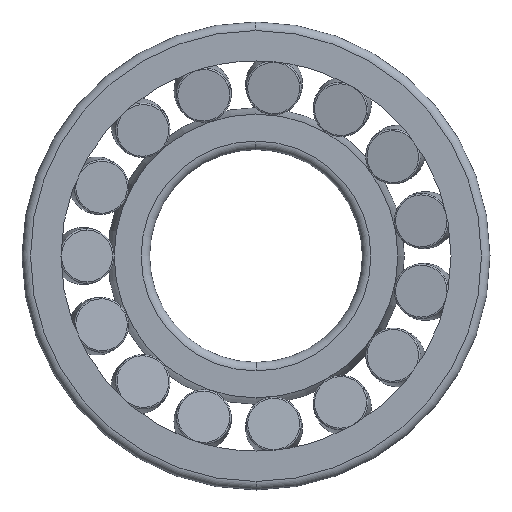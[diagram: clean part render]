
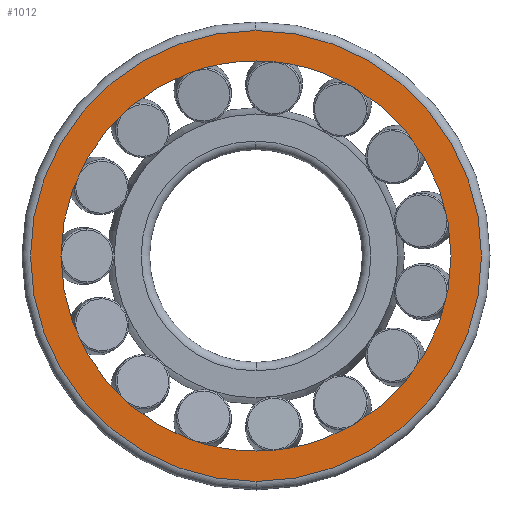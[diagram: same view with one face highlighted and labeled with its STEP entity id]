
A CAD part, left-side view. The second image highlights one B-rep face of the part: STEP entity #1012.
In plain terms, the highlighted planar face has unit normal (-1, 0, 0).
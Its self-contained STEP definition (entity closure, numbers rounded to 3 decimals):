
#1012=ADVANCED_FACE('',(#1959,#1960),#1961,.T.);
#1959=FACE_OUTER_BOUND('',#2929,.T.);
#1960=FACE_BOUND('',#2930,.T.);
#1961=PLANE('',#2931);
#2929=EDGE_LOOP('',(#5068,#5069));
#2930=EDGE_LOOP('',(#5070,#5071));
#2931=AXIS2_PLACEMENT_3D('',#5072,#5073,#5074);
#5068=ORIENTED_EDGE('',*,*,#5870,.F.);
#5069=ORIENTED_EDGE('',*,*,#5854,.F.);
#5070=ORIENTED_EDGE('',*,*,#5828,.T.);
#5071=ORIENTED_EDGE('',*,*,#5882,.T.);
#5072=CARTESIAN_POINT('',(0.0,0.0,49.419));
#5073=DIRECTION('',(-1.0,0.0,0.0));
#5074=DIRECTION('',(0.0,0.0,1.0));
#5828=EDGE_CURVE('',#6892,#6902,#6904,.T.);
#5854=EDGE_CURVE('',#6943,#6945,#6946,.T.);
#5870=EDGE_CURVE('',#6945,#6943,#6962,.T.);
#5882=EDGE_CURVE('',#6902,#6892,#6974,.T.);
#6892=VERTEX_POINT('',#7988);
#6902=VERTEX_POINT('',#7998);
#6904=CIRCLE('',#8000,45.838);
#6943=VERTEX_POINT('',#8047);
#6945=VERTEX_POINT('',#8049);
#6946=CIRCLE('',#8050,53.0);
#6962=CIRCLE('',#8136,53.0);
#6974=CIRCLE('',#8148,45.838);
#7988=CARTESIAN_POINT('',(0.0,0.0,45.838));
#7998=CARTESIAN_POINT('',(0.0,0.,-45.838));
#8000=AXIS2_PLACEMENT_3D('',#9529,#9530,#9531);
#8047=CARTESIAN_POINT('',(0.0,0.,-53.0));
#8049=CARTESIAN_POINT('',(0.0,0.0,53.0));
#8050=AXIS2_PLACEMENT_3D('',#9573,#9574,#9575);
#8136=AXIS2_PLACEMENT_3D('',#9594,#9595,#9596);
#8148=AXIS2_PLACEMENT_3D('',#9609,#9610,#9611);
#9529=CARTESIAN_POINT('',(0.0,0.0,0.0));
#9530=DIRECTION('',(1.0,0.0,-0.0));
#9531=DIRECTION('',(0.0,0.0,1.0));
#9573=CARTESIAN_POINT('',(0.0,0.0,0.0));
#9574=DIRECTION('',(1.0,0.0,-0.0));
#9575=DIRECTION('',(0.0,0.0,1.0));
#9594=CARTESIAN_POINT('',(0.0,0.0,0.0));
#9595=DIRECTION('',(1.0,0.0,-0.0));
#9596=DIRECTION('',(0.0,0.0,1.0));
#9609=CARTESIAN_POINT('',(0.0,0.0,0.0));
#9610=DIRECTION('',(1.0,0.0,-0.0));
#9611=DIRECTION('',(0.0,0.0,1.0));
